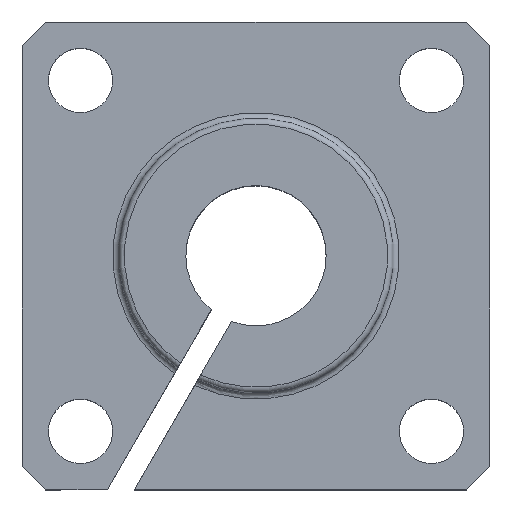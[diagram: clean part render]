
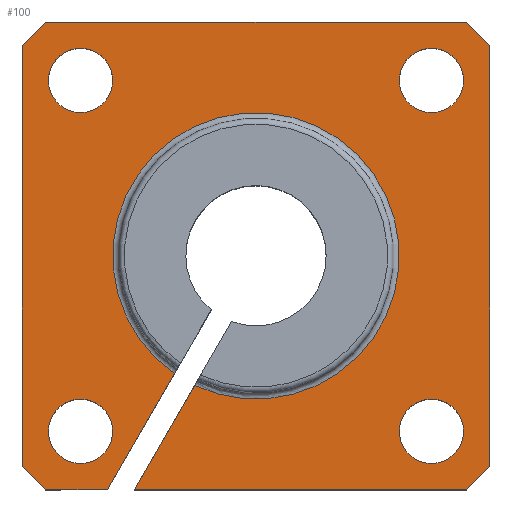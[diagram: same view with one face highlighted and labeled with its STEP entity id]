
A CAD part, top view. The second image highlights one B-rep face of the part: STEP entity #100.
In plain terms, the highlighted planar face has unit normal (0, 0, 1).
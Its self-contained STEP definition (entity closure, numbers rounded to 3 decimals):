
#100 = ADVANCED_FACE( '', ( #212, #213, #214, #215, #216 ), #217, .T. );
#212 = FACE_BOUND( '', #324, .T. );
#213 = FACE_BOUND( '', #325, .T. );
#214 = FACE_BOUND( '', #326, .T. );
#215 = FACE_BOUND( '', #327, .T. );
#216 = FACE_OUTER_BOUND( '', #328, .T. );
#217 = PLANE( '', #329 );
#324 = EDGE_LOOP( '', ( #542 ) );
#325 = EDGE_LOOP( '', ( #543 ) );
#326 = EDGE_LOOP( '', ( #544 ) );
#327 = EDGE_LOOP( '', ( #545 ) );
#328 = EDGE_LOOP( '', ( #546, #547, #548, #549, #550, #551, #552, #553, #554, #555, #556, #557 ) );
#329 = AXIS2_PLACEMENT_3D( '', #558, #559, #560 );
#542 = ORIENTED_EDGE( '', *, *, #597, .F. );
#543 = ORIENTED_EDGE( '', *, *, #667, .F. );
#544 = ORIENTED_EDGE( '', *, *, #669, .F. );
#545 = ORIENTED_EDGE( '', *, *, #619, .F. );
#546 = ORIENTED_EDGE( '', *, *, #663, .T. );
#547 = ORIENTED_EDGE( '', *, *, #657, .T. );
#548 = ORIENTED_EDGE( '', *, *, #665, .T. );
#549 = ORIENTED_EDGE( '', *, *, #623, .T. );
#550 = ORIENTED_EDGE( '', *, *, #634, .T. );
#551 = ORIENTED_EDGE( '', *, *, #605, .T. );
#552 = ORIENTED_EDGE( '', *, *, #584, .T. );
#553 = ORIENTED_EDGE( '', *, *, #644, .T. );
#554 = ORIENTED_EDGE( '', *, *, #601, .T. );
#555 = ORIENTED_EDGE( '', *, *, #594, .T. );
#556 = ORIENTED_EDGE( '', *, *, #589, .T. );
#557 = ORIENTED_EDGE( '', *, *, #648, .T. );
#558 = CARTESIAN_POINT( '', ( 0., 0., 12. ) );
#559 = DIRECTION( '', ( 0., 0., 1. ) );
#560 = DIRECTION( '', ( 1., 0., 0. ) );
#584 = EDGE_CURVE( '', #679, #677, #680, .T. );
#589 = EDGE_CURVE( '', #688, #686, #689, .T. );
#594 = EDGE_CURVE( '', #696, #688, #697, .T. );
#597 = EDGE_CURVE( '', #700, #700, #701, .T. );
#601 = EDGE_CURVE( '', #707, #696, #708, .T. );
#605 = EDGE_CURVE( '', #713, #679, #714, .T. );
#619 = EDGE_CURVE( '', #736, #736, #737, .T. );
#623 = EDGE_CURVE( '', #744, #742, #745, .T. );
#634 = EDGE_CURVE( '', #742, #713, #761, .T. );
#644 = EDGE_CURVE( '', #677, #707, #772, .T. );
#648 = EDGE_CURVE( '', #686, #776, #778, .T. );
#657 = EDGE_CURVE( '', #784, #789, #791, .T. );
#663 = EDGE_CURVE( '', #776, #784, #799, .T. );
#665 = EDGE_CURVE( '', #789, #744, #801, .T. );
#667 = EDGE_CURVE( '', #803, #803, #804, .T. );
#669 = EDGE_CURVE( '', #806, #806, #807, .T. );
#677 = VERTEX_POINT( '', #816 );
#679 = VERTEX_POINT( '', #819 );
#680 = LINE( '', #820, #821 );
#686 = VERTEX_POINT( '', #829 );
#688 = VERTEX_POINT( '', #832 );
#689 = LINE( '', #833, #834 );
#696 = VERTEX_POINT( '', #843 );
#697 = LINE( '', #844, #845 );
#700 = VERTEX_POINT( '', #849 );
#701 = CIRCLE( '', #850, 2.75 );
#707 = VERTEX_POINT( '', #857 );
#708 = LINE( '', #858, #859 );
#713 = VERTEX_POINT( '', #866 );
#714 = LINE( '', #867, #868 );
#736 = VERTEX_POINT( '', #893 );
#737 = CIRCLE( '', #894, 2.75 );
#742 = VERTEX_POINT( '', #899 );
#744 = VERTEX_POINT( '', #902 );
#745 = LINE( '', #903, #904 );
#761 = LINE( '', #934, #935 );
#772 = LINE( '', #952, #953 );
#776 = VERTEX_POINT( '', #958 );
#778 = LINE( '', #961, #962 );
#784 = VERTEX_POINT( '', #969 );
#789 = VERTEX_POINT( '', #977 );
#791 = LINE( '', #984, #985 );
#799 = LINE( '', #994, #995 );
#801 = CIRCLE( '', #997, 12.25 );
#803 = VERTEX_POINT( '', #999 );
#804 = CIRCLE( '', #1000, 2.75 );
#806 = VERTEX_POINT( '', #1002 );
#807 = CIRCLE( '', #1003, 2.75 );
#816 = CARTESIAN_POINT( '', ( 20., 38., 12. ) );
#819 = CARTESIAN_POINT( '', ( 20., 2., 12. ) );
#820 = CARTESIAN_POINT( '', ( 20., 2., 12. ) );
#821 = VECTOR( '', #1009, 1000. );
#829 = CARTESIAN_POINT( '', ( -20., 2., 12. ) );
#832 = CARTESIAN_POINT( '', ( -20., 38., 12. ) );
#833 = CARTESIAN_POINT( '', ( -20., 38., 12. ) );
#834 = VECTOR( '', #1013, 1000. );
#843 = CARTESIAN_POINT( '', ( -18., 40., 12. ) );
#844 = CARTESIAN_POINT( '', ( -18., 40., 12. ) );
#845 = VECTOR( '', #1019, 1000. );
#849 = CARTESIAN_POINT( '', ( -12.25, 5., 12. ) );
#850 = AXIS2_PLACEMENT_3D( '', #1021, #1022, #1023 );
#857 = CARTESIAN_POINT( '', ( 18., 40., 12. ) );
#858 = CARTESIAN_POINT( '', ( 18., 40., 12. ) );
#859 = VECTOR( '', #1028, 1000. );
#866 = CARTESIAN_POINT( '', ( 18., 0., 12. ) );
#867 = CARTESIAN_POINT( '', ( 18., 0., 12. ) );
#868 = VECTOR( '', #1031, 1000. );
#893 = CARTESIAN_POINT( '', ( 17.75, 35., 12. ) );
#894 = AXIS2_PLACEMENT_3D( '', #1053, #1054, #1055 );
#899 = CARTESIAN_POINT( '', ( -10.392, 0., 12. ) );
#902 = CARTESIAN_POINT( '', ( -5.239, 8.927, 12. ) );
#903 = CARTESIAN_POINT( '', ( -7.794, 4.5, 12. ) );
#904 = VECTOR( '', #1060, 1000. );
#934 = CARTESIAN_POINT( '', ( -18., 0., 12. ) );
#935 = VECTOR( '', #1071, 1000. );
#952 = CARTESIAN_POINT( '', ( 20., 38., 12. ) );
#953 = VECTOR( '', #1079, 1000. );
#958 = CARTESIAN_POINT( '', ( -18., 0., 12. ) );
#961 = CARTESIAN_POINT( '', ( -20., 2., 12. ) );
#962 = VECTOR( '', #1082, 1000. );
#969 = CARTESIAN_POINT( '', ( -12.702, 0., 12. ) );
#977 = CARTESIAN_POINT( '', ( -6.971, 9.927, 12. ) );
#984 = CARTESIAN_POINT( '', ( -9.526, 5.5, 12. ) );
#985 = VECTOR( '', #1090, 1000. );
#994 = CARTESIAN_POINT( '', ( -18., 0., 12. ) );
#995 = VECTOR( '', #1098, 1000. );
#997 = AXIS2_PLACEMENT_3D( '', #1099, #1100, #1101 );
#999 = CARTESIAN_POINT( '', ( -12.25, 35., 12. ) );
#1000 = AXIS2_PLACEMENT_3D( '', #1102, #1103, #1104 );
#1002 = CARTESIAN_POINT( '', ( 17.75, 5., 12. ) );
#1003 = AXIS2_PLACEMENT_3D( '', #1105, #1106, #1107 );
#1009 = DIRECTION( '', ( 0., 1., 0. ) );
#1013 = DIRECTION( '', ( 0., -1., 0. ) );
#1019 = DIRECTION( '', ( -0.707, -0.707, 0. ) );
#1021 = CARTESIAN_POINT( '', ( -15., 5., 12. ) );
#1022 = DIRECTION( '', ( 0., 0., 1. ) );
#1023 = DIRECTION( '', ( 1., 0., 0. ) );
#1028 = DIRECTION( '', ( -1., 0., 0. ) );
#1031 = DIRECTION( '', ( 0.707, 0.707, 0. ) );
#1053 = CARTESIAN_POINT( '', ( 15., 35., 12. ) );
#1054 = DIRECTION( '', ( 0., 0., 1. ) );
#1055 = DIRECTION( '', ( 1., 0., 0. ) );
#1060 = DIRECTION( '', ( -0.5, -0.866, 0. ) );
#1071 = DIRECTION( '', ( 1., 0., 0. ) );
#1079 = DIRECTION( '', ( -0.707, 0.707, 0. ) );
#1082 = DIRECTION( '', ( 0.707, -0.707, 0. ) );
#1090 = DIRECTION( '', ( 0.5, 0.866, 0. ) );
#1098 = DIRECTION( '', ( 1., 0., 0. ) );
#1099 = CARTESIAN_POINT( '', ( 0., 20., 12. ) );
#1100 = DIRECTION( '', ( 0., 0., -1. ) );
#1101 = DIRECTION( '', ( -1., 0., 0. ) );
#1102 = CARTESIAN_POINT( '', ( -15., 35., 12. ) );
#1103 = DIRECTION( '', ( 0., 0., 1. ) );
#1104 = DIRECTION( '', ( 1., 0., 0. ) );
#1105 = CARTESIAN_POINT( '', ( 15., 5., 12. ) );
#1106 = DIRECTION( '', ( 0., 0., 1. ) );
#1107 = DIRECTION( '', ( 1., 0., 0. ) );
